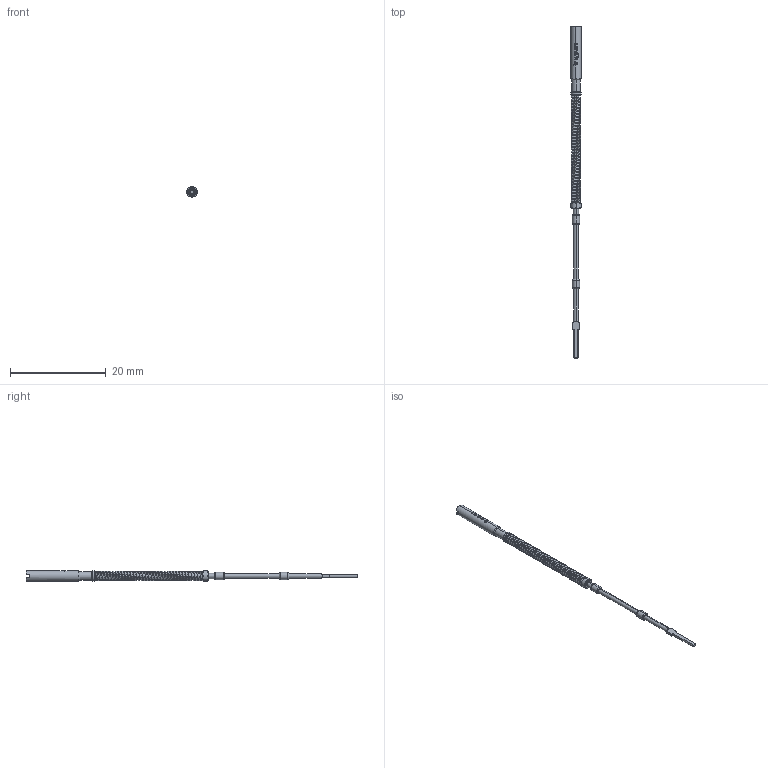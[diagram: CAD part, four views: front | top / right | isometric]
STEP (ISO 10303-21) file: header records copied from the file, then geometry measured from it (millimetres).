
FILE_DESCRIPTION (( 'STEP AP203' ), '1' );
FILE_NAME ('INGUN_VF25-203_220_A_100.STEP', '2022-02-22T13:10:51', ( 'ochi' ), ( '' ), 'SwSTEP 2.0', 'SolidWorks 2018', '' );
FILE_SCHEMA (( 'CONFIG_CONTROL_DESIGN' ));
Length unit declared in the file: millimetre
Products named in the file (1): INGUN_VF25-203_220_A_100
Bounding box: 2.2 x 69.5 x 2.2 mm (x, y, z)
Volume: 124.4 mm3; surface area: 527.3 mm2
Topology: 1 solids, 1 shells, 148 faces, 391 edges, 252 vertices
Faces by surface type: plane 64, cylinder 39, bspline 25, torus 10, cone 10
Entity records: 12858 total; most frequent: CARTESIAN_POINT 9559, ORIENTED_EDGE 778, DIRECTION 510, EDGE_CURVE 389, VERTEX_POINT 252, AXIS2_PLACEMENT_3D 217, B_SPLINE_CURVE_WITH_KNOTS 215, EDGE_LOOP 159
